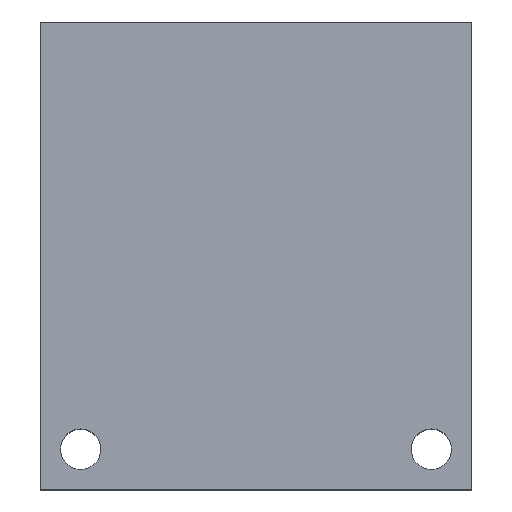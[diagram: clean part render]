
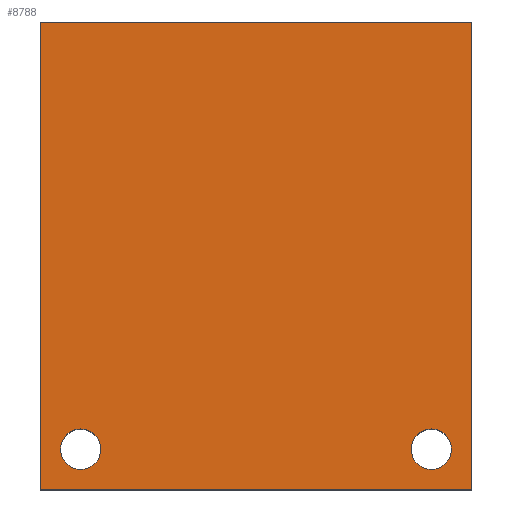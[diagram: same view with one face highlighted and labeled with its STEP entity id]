
A CAD part, top view. The second image highlights one B-rep face of the part: STEP entity #8788.
In plain terms, the highlighted planar face has unit normal (0, 0, 1).
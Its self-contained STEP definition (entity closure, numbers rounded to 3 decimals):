
#532=FACE_BOUND('',#2096,.T.);
#533=FACE_BOUND('',#2097,.T.);
#784=PLANE('',#9185);
#1611=FACE_OUTER_BOUND('',#2095,.T.);
#2095=EDGE_LOOP('',(#8314,#8315,#8316,#8317));
#2096=EDGE_LOOP('',(#8318,#8319));
#2097=EDGE_LOOP('',(#8320,#8321));
#2482=LINE('',#11694,#3308);
#2921=LINE('',#15230,#3747);
#2924=LINE('',#15234,#3750);
#2926=LINE('',#15238,#3752);
#3308=VECTOR('',#9842,10.);
#3747=VECTOR('',#10763,10.);
#3750=VECTOR('',#10768,10.);
#3752=VECTOR('',#10774,10.);
#3838=CIRCLE('',#9174,3.569);
#3839=CIRCLE('',#9175,3.569);
#3841=CIRCLE('',#9178,3.569);
#3842=CIRCLE('',#9179,3.569);
#4111=VERTEX_POINT('',#11691);
#4112=VERTEX_POINT('',#11693);
#4655=VERTEX_POINT('',#15208);
#4656=VERTEX_POINT('',#15209);
#4658=VERTEX_POINT('',#15216);
#4659=VERTEX_POINT('',#15217);
#4663=VERTEX_POINT('',#15227);
#4664=VERTEX_POINT('',#15229);
#5063=EDGE_CURVE('',#4112,#4111,#2482,.T.);
#5870=EDGE_CURVE('',#4655,#4656,#3838,.T.);
#5871=EDGE_CURVE('',#4656,#4655,#3839,.T.);
#5874=EDGE_CURVE('',#4658,#4659,#3841,.T.);
#5875=EDGE_CURVE('',#4659,#4658,#3842,.T.);
#5880=EDGE_CURVE('',#4664,#4663,#2921,.T.);
#5883=EDGE_CURVE('',#4111,#4664,#2924,.T.);
#5885=EDGE_CURVE('',#4663,#4112,#2926,.T.);
#8314=ORIENTED_EDGE('',*,*,#5885,.T.);
#8315=ORIENTED_EDGE('',*,*,#5063,.T.);
#8316=ORIENTED_EDGE('',*,*,#5883,.T.);
#8317=ORIENTED_EDGE('',*,*,#5880,.T.);
#8318=ORIENTED_EDGE('',*,*,#5870,.T.);
#8319=ORIENTED_EDGE('',*,*,#5871,.T.);
#8320=ORIENTED_EDGE('',*,*,#5874,.T.);
#8321=ORIENTED_EDGE('',*,*,#5875,.T.);
#8788=ADVANCED_FACE('',(#1611,#532,#533),#784,.T.);
#9174=AXIS2_PLACEMENT_3D('',#15210,#10743,#10744);
#9175=AXIS2_PLACEMENT_3D('',#15211,#10745,#10746);
#9178=AXIS2_PLACEMENT_3D('',#15218,#10752,#10753);
#9179=AXIS2_PLACEMENT_3D('',#15219,#10754,#10755);
#9185=AXIS2_PLACEMENT_3D('',#15239,#10775,#10776);
#9842=DIRECTION('',(0.,1.,0.));
#10743=DIRECTION('center_axis',(0.,0.,-1.));
#10744=DIRECTION('ref_axis',(1.,0.,0.));
#10745=DIRECTION('center_axis',(0.,0.,-1.));
#10746=DIRECTION('ref_axis',(1.,0.,0.));
#10752=DIRECTION('center_axis',(0.,0.,-1.));
#10753=DIRECTION('ref_axis',(1.,0.,0.));
#10754=DIRECTION('center_axis',(0.,0.,-1.));
#10755=DIRECTION('ref_axis',(1.,0.,0.));
#10763=DIRECTION('',(0.,-1.,0.));
#10768=DIRECTION('',(-1.,0.,0.));
#10774=DIRECTION('',(1.,0.,0.));
#10775=DIRECTION('center_axis',(0.,0.,1.));
#10776=DIRECTION('ref_axis',(1.,0.,0.));
#11691=CARTESIAN_POINT('',(76.2,82.55,38.1));
#11693=CARTESIAN_POINT('',(76.2,0.,38.1));
#11694=CARTESIAN_POINT('',(76.2,0.,38.1));
#15208=CARTESIAN_POINT('',(10.706,7.137,38.1));
#15209=CARTESIAN_POINT('',(3.569,7.137,38.1));
#15210=CARTESIAN_POINT('Origin',(7.137,7.137,38.1));
#15211=CARTESIAN_POINT('Origin',(7.137,7.137,38.1));
#15216=CARTESIAN_POINT('',(72.631,7.137,38.1));
#15217=CARTESIAN_POINT('',(65.494,7.137,38.1));
#15218=CARTESIAN_POINT('Origin',(69.063,7.137,38.1));
#15219=CARTESIAN_POINT('Origin',(69.063,7.137,38.1));
#15227=CARTESIAN_POINT('',(0.,0.,38.1));
#15229=CARTESIAN_POINT('',(0.,82.55,38.1));
#15230=CARTESIAN_POINT('',(0.,82.55,38.1));
#15234=CARTESIAN_POINT('',(76.2,82.55,38.1));
#15238=CARTESIAN_POINT('',(0.,0.,38.1));
#15239=CARTESIAN_POINT('Origin',(38.1,41.275,38.1));
